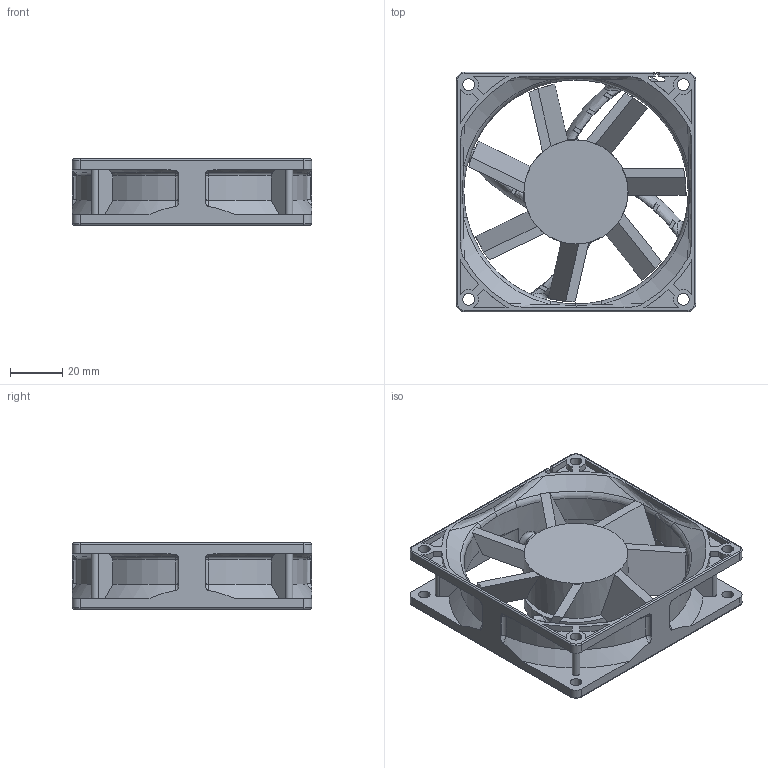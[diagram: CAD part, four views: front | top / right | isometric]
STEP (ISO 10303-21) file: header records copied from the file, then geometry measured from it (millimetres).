
FILE_DESCRIPTION((''),'2;1');
FILE_NAME('ASM0001_ASM','2016-12-09T',('durant.qian'),(''),'PRO/ENGINEER BY PARAMETRIC TECHNOLOGY CORPORATION, 2012480','PRO/ENGINEER BY PARAMETRIC TECHNOLOGY CORPORATION, 2012480','');
FILE_SCHEMA(('CONFIG_CONTROL_DESIGN'));
Length unit declared in the file: millimetre
Products named in the file (3): 410200590001; IMPELLER; ASM0001_ASM
Assembly tree (2 placements, depth 2):
  ASM0001_ASM
    410200590001
    IMPELLER
Bounding box: 92 x 92 x 25.4 mm (x, y, z)
Volume: 57254.4 mm3; surface area: 40671.1 mm2
Topology: 2 solids, 2 shells, 445 faces, 1209 edges, 761 vertices
Faces by surface type: plane 177, cylinder 138, bspline 74, cone 24, torus 20, sphere 12
Entity records: 21012 total; most frequent: CARTESIAN_POINT 10495, ORIENTED_EDGE 2386, DIRECTION 1930, EDGE_CURVE 1193, VERTEX_POINT 763, AXIS2_PLACEMENT_3D 742, EDGE_LOOP 480, VECTOR 446
